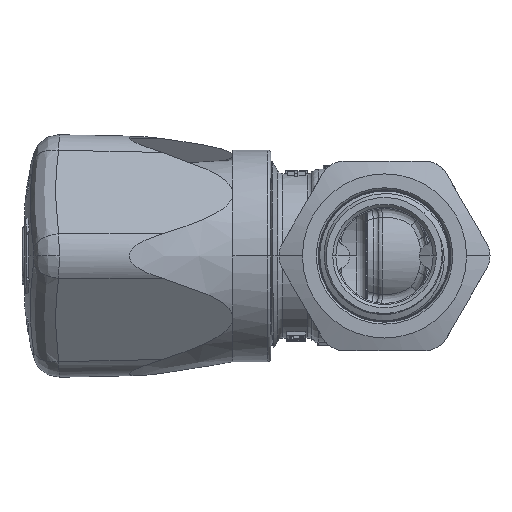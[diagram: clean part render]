
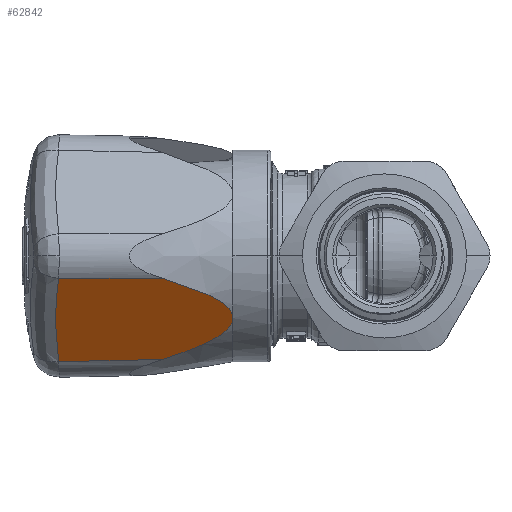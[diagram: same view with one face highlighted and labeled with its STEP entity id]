
A CAD part, left-side view. The second image highlights one B-rep face of the part: STEP entity #62842.
In plain terms, the highlighted planar face has unit normal (-0.809, -0.018, -0.588).
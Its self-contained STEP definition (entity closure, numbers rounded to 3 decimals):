
#53048=CARTESIAN_POINT('',(-9.144,51.609,
-16.731));
#53077=CARTESIAN_POINT('',(-9.144,51.609,
-16.731));
#53078=CARTESIAN_POINT('',(-9.676,51.715,
-16.002));
#53079=CARTESIAN_POINT('',(-10.742,51.891,
-14.54));
#53080=CARTESIAN_POINT('',(-12.345,52.051,
-12.339));
#53081=CARTESIAN_POINT('',(-13.948,52.104,
-10.134));
#53082=CARTESIAN_POINT('',(-15.55,52.051,
-7.927));
#53083=CARTESIAN_POINT('',(-17.148,51.891,
-5.723));
#53084=CARTESIAN_POINT('',(-18.209,51.715,
-4.258));
#53085=CARTESIAN_POINT('',(-18.738,51.609,
-3.526));
#53482=DIRECTION('',(-0.007,1.,-0.021));
#53483=VECTOR('',#53482,16.45);
#53484=CARTESIAN_POINT('',(-9.034,35.162,
-16.394));
#53485=LINE('',#53484,#53483);
#53486=CARTESIAN_POINT('',(-9.034,35.162,
-16.394));
#53527=CARTESIAN_POINT('',(-18.383,35.162,
-3.526));
#53528=CARTESIAN_POINT('',(-18.248,34.59,
-3.695));
#53529=CARTESIAN_POINT('',(-17.984,33.506,
-4.027));
#53530=CARTESIAN_POINT('',(-17.61,32.071,
-4.498));
#53531=CARTESIAN_POINT('',(-17.256,30.801,
-4.947));
#53532=CARTESIAN_POINT('',(-16.921,29.683,
-5.376));
#53533=CARTESIAN_POINT('',(-16.602,28.703,
-5.785));
#53534=CARTESIAN_POINT('',(-16.3,27.849,
-6.176));
#53535=CARTESIAN_POINT('',(-16.012,27.11,
-6.55));
#53536=CARTESIAN_POINT('',(-15.74,26.475,
-6.907));
#53537=CARTESIAN_POINT('',(-15.481,25.936,
-7.247));
#53538=CARTESIAN_POINT('',(-15.235,25.482,
-7.571));
#53539=CARTESIAN_POINT('',(-15.004,25.108,
-7.878));
#53540=CARTESIAN_POINT('',(-14.786,24.803,
-8.169));
#53541=CARTESIAN_POINT('',(-14.583,24.561,
-8.442));
#53542=CARTESIAN_POINT('',(-14.391,24.373,
-8.7));
#53543=CARTESIAN_POINT('',(-14.211,24.229,
-8.943));
#53544=CARTESIAN_POINT('',(-14.038,24.123,
-9.178));
#53545=CARTESIAN_POINT('',(-13.873,24.051,
-9.404));
#53546=CARTESIAN_POINT('',(-13.711,24.009,
-9.625));
#53547=CARTESIAN_POINT('',(-13.604,24.,
-9.772));
#53548=CARTESIAN_POINT('',(-13.551,24.,-9.845));
#53550=CARTESIAN_POINT('',(-13.551,24.,-9.845));
#53551=CARTESIAN_POINT('',(-13.498,24.,
-9.918));
#53552=CARTESIAN_POINT('',(-13.392,24.009,
-10.064));
#53553=CARTESIAN_POINT('',(-13.232,24.051,
-10.286));
#53554=CARTESIAN_POINT('',(-13.069,24.122,
-10.512));
#53555=CARTESIAN_POINT('',(-12.9,24.227,
-10.748));
#53556=CARTESIAN_POINT('',(-12.725,24.369,
-10.994));
#53557=CARTESIAN_POINT('',(-12.539,24.557,
-11.254));
#53558=CARTESIAN_POINT('',(-12.343,24.797,
-11.531));
#53559=CARTESIAN_POINT('',(-12.135,25.099,
-11.827));
#53560=CARTESIAN_POINT('',(-11.914,25.472,
-12.142));
#53561=CARTESIAN_POINT('',(-11.682,25.924,
-12.475));
#53562=CARTESIAN_POINT('',(-11.438,26.462,
-12.826));
#53563=CARTESIAN_POINT('',(-11.183,27.095,
-13.197));
#53564=CARTESIAN_POINT('',(-10.916,27.834,
-13.586));
#53565=CARTESIAN_POINT('',(-10.637,28.688,
-13.995));
#53566=CARTESIAN_POINT('',(-10.346,29.668,
-14.425));
#53567=CARTESIAN_POINT('',(-10.041,30.788,
-14.878));
#53568=CARTESIAN_POINT('',(-9.722,32.061,
-15.355));
#53569=CARTESIAN_POINT('',(-9.388,33.501,
-15.857));
#53570=CARTESIAN_POINT('',(-9.154,34.588,
-16.212));
#53571=CARTESIAN_POINT('',(-9.034,35.162,
-16.394));
#53612=CARTESIAN_POINT('',(-18.383,35.162,
-3.526));
#53614=DIRECTION('',(-0.022,1.,0.));
#53615=VECTOR('',#53614,16.45);
#53616=CARTESIAN_POINT('',(-18.383,35.162,
-3.526));
#53617=LINE('',#53616,#53615);
#59616=CARTESIAN_POINT('',(-13.551,24.,-9.845));
#59617=VERTEX_POINT('',#59616);
#59624=VERTEX_POINT('',#53612);
#59625=VERTEX_POINT('',#53486);
#59646=VERTEX_POINT('',#53048);
#59648=VERTEX_POINT('',#53085);
#62827=CARTESIAN_POINT('',(7.735,55.379,
-40.075));
#62828=DIRECTION('',(0.809,0.017,0.588));
#62829=DIRECTION('',(0.014,-1.,0.01));
#62830=AXIS2_PLACEMENT_3D('',#62827,#62828,#62829);
#62831=PLANE('',#62830);
#62832=ORIENTED_EDGE('',*,*,#62434,.T.);
#62834=ORIENTED_EDGE('',*,*,#62833,.F.);
#62836=ORIENTED_EDGE('',*,*,#62835,.T.);
#62838=ORIENTED_EDGE('',*,*,#62837,.T.);
#62839=ORIENTED_EDGE('',*,*,#62819,.T.);
#62840=EDGE_LOOP('',(#62832,#62834,#62836,#62838,#62839));
#62841=FACE_OUTER_BOUND('',#62840,.F.);
#62842=ADVANCED_FACE('',(#62841),#62831,.F.);
#53086=B_SPLINE_CURVE_WITH_KNOTS('',3,(#53077,#53078,#53079,#53080,#53081,
#53082,#53083,#53084,#53085),.UNSPECIFIED.,.F.,.F.,(4,1,1,1,1,1,4),(0.,
0.167,0.333,0.5,0.667,0.833,
1.),.UNSPECIFIED.);
#53549=B_SPLINE_CURVE_WITH_KNOTS('',3,(#53527,#53528,#53529,#53530,#53531,
#53532,#53533,#53534,#53535,#53536,#53537,#53538,#53539,#53540,#53541,#53542,
#53543,#53544,#53545,#53546,#53547,#53548),.UNSPECIFIED.,.F.,.F.,(4,1,1,1,1,1,1,
1,1,1,1,1,1,1,1,1,1,1,1,4),(0.,0.053,0.105,
0.158,0.211,0.263,0.316,
0.368,0.421,0.474,0.526,
0.579,0.632,0.684,0.737,
0.789,0.842,0.895,0.947,1.),
.UNSPECIFIED.);
#53572=B_SPLINE_CURVE_WITH_KNOTS('',3,(#53550,#53551,#53552,#53553,#53554,
#53555,#53556,#53557,#53558,#53559,#53560,#53561,#53562,#53563,#53564,#53565,
#53566,#53567,#53568,#53569,#53570,#53571),.UNSPECIFIED.,.F.,.F.,(4,1,1,1,1,1,1,
1,1,1,1,1,1,1,1,1,1,1,1,4),(0.,0.053,0.105,
0.158,0.211,0.263,0.316,
0.368,0.421,0.474,0.526,
0.579,0.632,0.684,0.737,
0.789,0.842,0.895,0.947,1.),
.UNSPECIFIED.);
#62434=EDGE_CURVE('',#59646,#59648,#53086,.T.);
#62819=EDGE_CURVE('',#59625,#59646,#53485,.T.);
#62833=EDGE_CURVE('',#59624,#59648,#53617,.T.);
#62835=EDGE_CURVE('',#59624,#59617,#53549,.T.);
#62837=EDGE_CURVE('',#59617,#59625,#53572,.T.);
